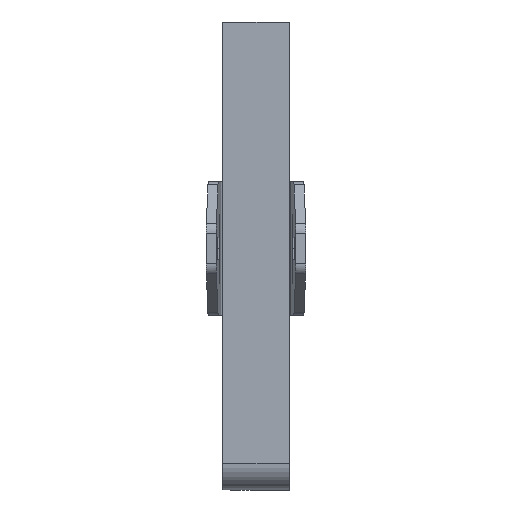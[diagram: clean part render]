
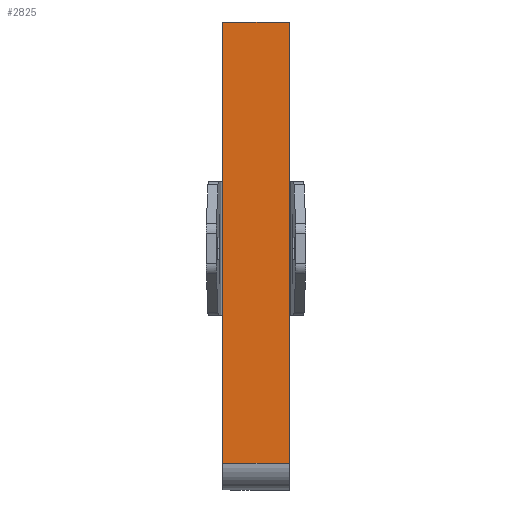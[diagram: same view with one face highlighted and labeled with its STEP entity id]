
A CAD part, front view. The second image highlights one B-rep face of the part: STEP entity #2825.
In plain terms, the highlighted planar face has unit normal (0, -1, 0).
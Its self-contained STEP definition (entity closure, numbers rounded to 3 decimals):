
#2805=AXIS2_PLACEMENT_3D('Plane Axis2P3D',#2802,#2803,#2804) ;
#2657=CARTESIAN_POINT('Vertex',(12.45,12.3,4.)) ;
#2660=CARTESIAN_POINT('Line Origine',(7.45,12.3,4.)) ;
#2664=CARTESIAN_POINT('Vertex',(2.45,12.3,4.)) ;
#2783=CARTESIAN_POINT('Vertex',(12.45,12.3,70.)) ;
#2786=CARTESIAN_POINT('Line Origine',(12.45,12.3,37.)) ;
#2802=CARTESIAN_POINT('Axis2P3D Location',(12.45,12.3,70.)) ;
#2807=CARTESIAN_POINT('Line Origine',(7.45,12.3,70.)) ;
#2811=CARTESIAN_POINT('Vertex',(2.45,12.3,70.)) ;
#2814=CARTESIAN_POINT('Line Origine',(2.45,12.3,37.)) ;
#2661=DIRECTION('Vector Direction',(-1.,0.,0.)) ;
#2787=DIRECTION('Vector Direction',(0.,0.,-1.)) ;
#2803=DIRECTION('Axis2P3D Direction',(0.,1.,0.)) ;
#2804=DIRECTION('Axis2P3D XDirection',(0.,0.,-1.)) ;
#2808=DIRECTION('Vector Direction',(-1.,0.,0.)) ;
#2815=DIRECTION('Vector Direction',(0.,0.,-1.)) ;
#2662=VECTOR('Line Direction',#2661,1.) ;
#2788=VECTOR('Line Direction',#2787,1.) ;
#2809=VECTOR('Line Direction',#2808,1.) ;
#2816=VECTOR('Line Direction',#2815,1.) ;
#2820=ORIENTED_EDGE('',*,*,#2666,.F.) ;
#2821=ORIENTED_EDGE('',*,*,#2790,.T.) ;
#2822=ORIENTED_EDGE('',*,*,#2813,.T.) ;
#2823=ORIENTED_EDGE('',*,*,#2818,.F.) ;
#2825=ADVANCED_FACE('BFWI_WSH4_MT.1\\K\X2\00F6\X0\rper.3',(#2824),#2806,.F.) ;
#2666=EDGE_CURVE('',#2658,#2665,#2663,.T.) ;
#2790=EDGE_CURVE('',#2658,#2784,#2789,.F.) ;
#2813=EDGE_CURVE('',#2784,#2812,#2810,.T.) ;
#2818=EDGE_CURVE('',#2665,#2812,#2817,.F.) ;
#2819=EDGE_LOOP('',(#2820,#2821,#2822,#2823)) ;
#2824=FACE_OUTER_BOUND('',#2819,.T.) ;
#2663=LINE('Line',#2660,#2662) ;
#2789=LINE('Line',#2786,#2788) ;
#2810=LINE('Line',#2807,#2809) ;
#2817=LINE('Line',#2814,#2816) ;
#2806=PLANE('',#2805) ;
#2658=VERTEX_POINT('',#2657) ;
#2665=VERTEX_POINT('',#2664) ;
#2784=VERTEX_POINT('',#2783) ;
#2812=VERTEX_POINT('',#2811) ;
